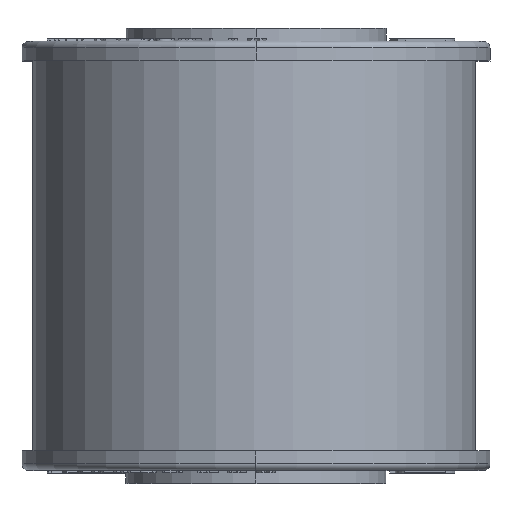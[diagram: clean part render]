
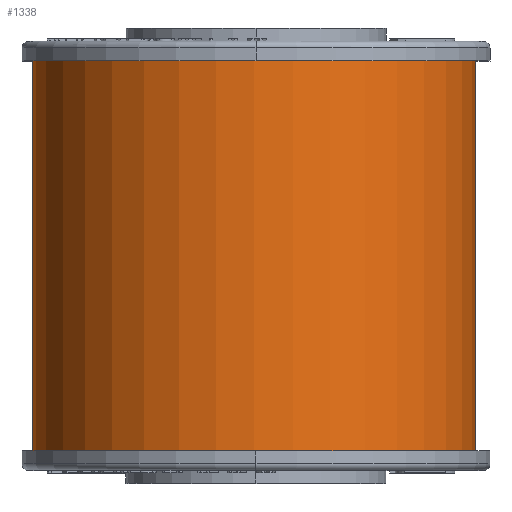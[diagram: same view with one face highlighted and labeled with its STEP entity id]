
A CAD part, top view. The second image highlights one B-rep face of the part: STEP entity #1338.
In plain terms, the highlighted cylindrical face has radius 17.025 mm (diameter 34.05 mm), a partial arc.
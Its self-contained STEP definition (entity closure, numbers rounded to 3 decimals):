
#1142 = LINE ( 'NONE', #22165, #3025 ) ;
#1338 = ADVANCED_FACE ( 'NONE', ( #13226 ), #18245, .T. ) ;
#1400 = CARTESIAN_POINT ( 'NONE',  ( -0.135, 0., 0. ) ) ;
#2120 = CARTESIAN_POINT ( 'NONE',  ( 16.89, 30., 0. ) ) ;
#3025 = VECTOR ( 'NONE', #16687, 1000. ) ;
#3184 = AXIS2_PLACEMENT_3D ( 'NONE', #13237, #18598, #9840 ) ;
#3897 = DIRECTION ( 'NONE',  ( 0., 0., -1. ) ) ;
#4509 = ORIENTED_EDGE ( 'NONE', *, *, #9278, .F. ) ;
#4846 = VERTEX_POINT ( 'NONE', #11579 ) ;
#5261 = VECTOR ( 'NONE', #22917, 1000. ) ;
#5523 = LINE ( 'NONE', #17759, #5261 ) ;
#5543 = CARTESIAN_POINT ( 'NONE',  ( -17.16, 0., 0. ) ) ;
#6177 = VERTEX_POINT ( 'NONE', #15759 ) ;
#6328 = DIRECTION ( 'NONE',  ( 0., -1., 0. ) ) ;
#6608 = AXIS2_PLACEMENT_3D ( 'NONE', #9716, #14869, #3897 ) ;
#7489 = CIRCLE ( 'NONE', #3184, 17.025 ) ;
#8588 = CIRCLE ( 'NONE', #16441, 17.025 ) ;
#9278 = EDGE_CURVE ( 'NONE', #11049, #4846, #1142, .T. ) ;
#9716 = CARTESIAN_POINT ( 'NONE',  ( -0.135, 30., 0. ) ) ;
#9840 = DIRECTION ( 'NONE',  ( 1., 0., 0. ) ) ;
#11049 = VERTEX_POINT ( 'NONE', #2120 ) ;
#11141 = ORIENTED_EDGE ( 'NONE', *, *, #18049, .F. ) ;
#11579 = CARTESIAN_POINT ( 'NONE',  ( 16.89, 0., 0. ) ) ;
#12048 = EDGE_CURVE ( 'NONE', #11049, #6177, #7489, .T. ) ;
#12124 = DIRECTION ( 'NONE',  ( 1., 0., 0. ) ) ;
#13226 = FACE_OUTER_BOUND ( 'NONE', #22072, .T. ) ;
#13237 = CARTESIAN_POINT ( 'NONE',  ( -0.135, 30., 0. ) ) ;
#14869 = DIRECTION ( 'NONE',  ( 0., -1., 0. ) ) ;
#15759 = CARTESIAN_POINT ( 'NONE',  ( -17.16, 30., 0. ) ) ;
#16441 = AXIS2_PLACEMENT_3D ( 'NONE', #1400, #6328, #12124 ) ;
#16687 = DIRECTION ( 'NONE',  ( 0., -1., 0. ) ) ;
#17737 = EDGE_CURVE ( 'NONE', #6177, #21821, #5523, .T. ) ;
#17759 = CARTESIAN_POINT ( 'NONE',  ( -17.16, 30., 0. ) ) ;
#18049 = EDGE_CURVE ( 'NONE', #4846, #21821, #8588, .T. ) ;
#18245 = CYLINDRICAL_SURFACE ( 'NONE', #6608, 17.025 ) ;
#18598 = DIRECTION ( 'NONE',  ( 0., -1., 0. ) ) ;
#20981 = ORIENTED_EDGE ( 'NONE', *, *, #17737, .T. ) ;
#21821 = VERTEX_POINT ( 'NONE', #5543 ) ;
#22072 = EDGE_LOOP ( 'NONE', ( #11141, #4509, #22583, #20981 ) ) ;
#22165 = CARTESIAN_POINT ( 'NONE',  ( 16.89, 30., 0. ) ) ;
#22583 = ORIENTED_EDGE ( 'NONE', *, *, #12048, .T. ) ;
#22917 = DIRECTION ( 'NONE',  ( 0., -1., 0. ) ) ;
